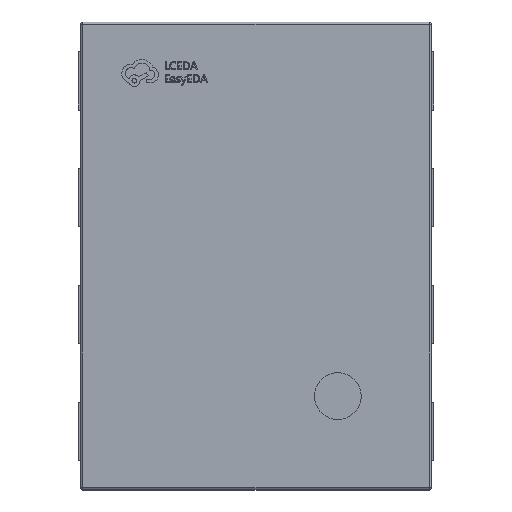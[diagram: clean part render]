
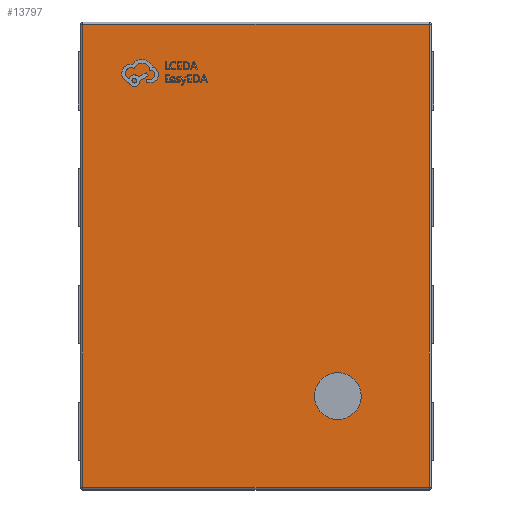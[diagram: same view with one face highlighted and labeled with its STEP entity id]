
A CAD part, top view. The second image highlights one B-rep face of the part: STEP entity #13797.
In plain terms, the highlighted planar face has unit normal (0, 0, 1).
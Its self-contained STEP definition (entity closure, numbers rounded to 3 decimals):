
#308 = AXIS2_PLACEMENT_3D ( 'NONE', #4966, #3709, #11673 ) ;
#510 = FACE_BOUND ( 'NONE', #6023, .T. ) ;
#1238 = VERTEX_POINT ( 'NONE', #6960 ) ;
#1245 = CARTESIAN_POINT ( 'NONE',  ( 0.35, -0.6, 1. ) ) ;
#1711 = VECTOR ( 'NONE', #3175, 1000. ) ;
#1807 = VECTOR ( 'NONE', #5857, 1000. ) ;
#2136 = DIRECTION ( 'NONE',  ( 0., -1., 0. ) ) ;
#2654 = ORIENTED_EDGE ( 'NONE', *, *, #7142, .F. ) ;
#2839 = VERTEX_POINT ( 'NONE', #8076 ) ;
#3105 = CARTESIAN_POINT ( 'NONE',  ( 0., 0.99, 1. ) ) ;
#3175 = DIRECTION ( 'NONE',  ( -1., 0., 0. ) ) ;
#3202 = ORIENTED_EDGE ( 'NONE', *, *, #8319, .T. ) ;
#3267 = VERTEX_POINT ( 'NONE', #6903 ) ;
#3489 = VERTEX_POINT ( 'NONE', #7475 ) ;
#3709 = DIRECTION ( 'NONE',  ( 0., 0., 1. ) ) ;
#3717 = CIRCLE ( 'NONE', #10180, 0.1 ) ;
#3968 = CARTESIAN_POINT ( 'NONE',  ( 0., 0., 1. ) ) ;
#4180 = LINE ( 'NONE', #3105, #1711 ) ;
#4363 = CARTESIAN_POINT ( 'NONE',  ( -0.74, 0., 1. ) ) ;
#4612 = CARTESIAN_POINT ( 'NONE',  ( 0.25, -0.6, 1. ) ) ;
#4966 = CARTESIAN_POINT ( 'NONE',  ( 0.35, -0.6, 1. ) ) ;
#5307 = EDGE_CURVE ( 'NONE', #3267, #12796, #6720, .T. ) ;
#5762 = DIRECTION ( 'NONE',  ( -1., 0., 0. ) ) ;
#5857 = DIRECTION ( 'NONE',  ( 1., 0., 0. ) ) ;
#6023 = EDGE_LOOP ( 'NONE', ( #2654, #11640 ) ) ;
#6250 = EDGE_LOOP ( 'NONE', ( #6641, #7514, #3202, #9109 ) ) ;
#6257 = DIRECTION ( 'NONE',  ( 0., 0., -1. ) ) ;
#6514 = CIRCLE ( 'NONE', #308, 0.1 ) ;
#6641 = ORIENTED_EDGE ( 'NONE', *, *, #11833, .T. ) ;
#6720 = LINE ( 'NONE', #13049, #1807 ) ;
#6903 = CARTESIAN_POINT ( 'NONE',  ( -0.74, -0.99, 1. ) ) ;
#6960 = CARTESIAN_POINT ( 'NONE',  ( 0.45, -0.6, 1. ) ) ;
#7142 = EDGE_CURVE ( 'NONE', #12567, #1238, #6514, .T. ) ;
#7289 = LINE ( 'NONE', #4363, #9454 ) ;
#7475 = CARTESIAN_POINT ( 'NONE',  ( -0.74, 0.99, 1. ) ) ;
#7514 = ORIENTED_EDGE ( 'NONE', *, *, #5307, .T. ) ;
#8076 = CARTESIAN_POINT ( 'NONE',  ( 0.74, 0.99, 1. ) ) ;
#8179 = EDGE_CURVE ( 'NONE', #2839, #3489, #4180, .T. ) ;
#8319 = EDGE_CURVE ( 'NONE', #12796, #2839, #9261, .T. ) ;
#8901 = DIRECTION ( 'NONE',  ( 0., 0., 1. ) ) ;
#9109 = ORIENTED_EDGE ( 'NONE', *, *, #8179, .T. ) ;
#9261 = LINE ( 'NONE', #13560, #10229 ) ;
#9454 = VECTOR ( 'NONE', #2136, 1000. ) ;
#9494 = DIRECTION ( 'NONE',  ( -1., 0., 0. ) ) ;
#10180 = AXIS2_PLACEMENT_3D ( 'NONE', #1245, #8901, #5762 ) ;
#10229 = VECTOR ( 'NONE', #13702, 1000. ) ;
#11147 = AXIS2_PLACEMENT_3D ( 'NONE', #3968, #6257, #9494 ) ;
#11345 = FACE_OUTER_BOUND ( 'NONE', #6250, .T. ) ;
#11497 = CARTESIAN_POINT ( 'NONE',  ( 0.74, -0.99, 1. ) ) ;
#11640 = ORIENTED_EDGE ( 'NONE', *, *, #13072, .F. ) ;
#11673 = DIRECTION ( 'NONE',  ( -1., 0., 0. ) ) ;
#11833 = EDGE_CURVE ( 'NONE', #3489, #3267, #7289, .T. ) ;
#12498 = PLANE ( 'NONE',  #11147 ) ;
#12567 = VERTEX_POINT ( 'NONE', #4612 ) ;
#12796 = VERTEX_POINT ( 'NONE', #11497 ) ;
#13049 = CARTESIAN_POINT ( 'NONE',  ( 0., -0.99, 1. ) ) ;
#13072 = EDGE_CURVE ( 'NONE', #1238, #12567, #3717, .T. ) ;
#13560 = CARTESIAN_POINT ( 'NONE',  ( 0.74, 0., 1. ) ) ;
#13702 = DIRECTION ( 'NONE',  ( 0., 1., 0. ) ) ;
#13797 = ADVANCED_FACE ( 'NONE', ( #510, #11345 ), #12498, .F. ) ;
